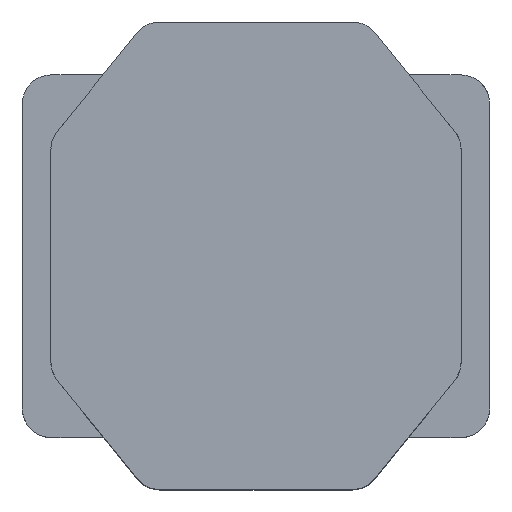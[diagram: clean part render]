
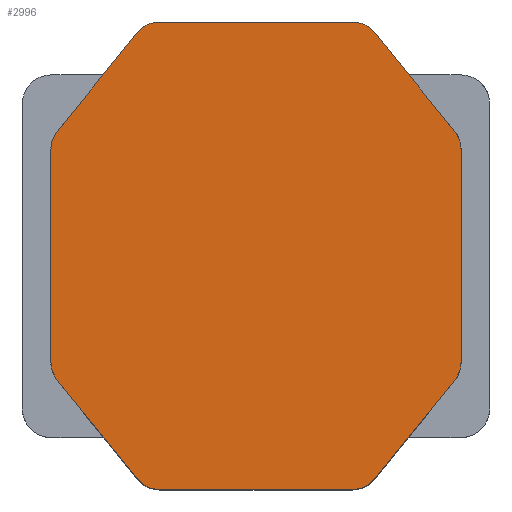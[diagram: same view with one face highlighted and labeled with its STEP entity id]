
A CAD part, top view. The second image highlights one B-rep face of the part: STEP entity #2996.
In plain terms, the highlighted face is planar.
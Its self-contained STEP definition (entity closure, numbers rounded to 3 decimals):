
#140 = EDGE_LOOP ( 'NONE', ( #3812, #3811, #3810, #3809, #3808, #3807, #3806, #3805, #3804, #3803, #3802, #3801, #3800, #3799, #3798, #3797 ) ) ;
#274 = VERTEX_POINT ( 'NONE', #3679 ) ;
#275 = VERTEX_POINT ( 'NONE', #3705 ) ;
#278 = VERTEX_POINT ( 'NONE', #3658 ) ;
#281 = VERTEX_POINT ( 'NONE', #3632 ) ;
#282 = VERTEX_POINT ( 'NONE', #3648 ) ;
#283 = VERTEX_POINT ( 'NONE', #3674 ) ;
#286 = VERTEX_POINT ( 'NONE', #3670 ) ;
#287 = VERTEX_POINT ( 'NONE', #3727 ) ;
#288 = VERTEX_POINT ( 'NONE', #3725 ) ;
#289 = VERTEX_POINT ( 'NONE', #3724 ) ;
#291 = VERTEX_POINT ( 'NONE', #3720 ) ;
#292 = VERTEX_POINT ( 'NONE', #3718 ) ;
#293 = VERTEX_POINT ( 'NONE', #3716 ) ;
#294 = VERTEX_POINT ( 'NONE', #3715 ) ;
#297 = VERTEX_POINT ( 'NONE', #3655 ) ;
#299 = VERTEX_POINT ( 'NONE', #3739 ) ;
#1116 = AXIS2_PLACEMENT_3D ( 'NONE', #3902, #3903, #3904 ) ;
#1232 = FACE_OUTER_BOUND ( 'NONE', #140, .T. ) ;
#1904 = AXIS2_PLACEMENT_3D ( 'NONE', #3186, #3187, #3188 ) ;
#1905 = AXIS2_PLACEMENT_3D ( 'NONE', #3189, #3190, #3191 ) ;
#1906 = AXIS2_PLACEMENT_3D ( 'NONE', #3192, #3193, #3194 ) ;
#1907 = AXIS2_PLACEMENT_3D ( 'NONE', #3195, #3196, #3197 ) ;
#1908 = AXIS2_PLACEMENT_3D ( 'NONE', #3198, #3199, #3200 ) ;
#1909 = AXIS2_PLACEMENT_3D ( 'NONE', #3201, #3202, #3203 ) ;
#1910 = AXIS2_PLACEMENT_3D ( 'NONE', #3206, #3207, #3208 ) ;
#1911 = AXIS2_PLACEMENT_3D ( 'NONE', #3211, #3212, #3213 ) ;
#2996 = ADVANCED_FACE ( 'NONE', ( #1232 ), #3883, .T. ) ;
#3141 = CARTESIAN_POINT ( 'NONE',  ( 1.155, 4.1, -2.45 ) ) ;
#3142 = DIRECTION ( 'NONE',  ( -1., 0., 0. ) ) ;
#3146 = CARTESIAN_POINT ( 'NONE',  ( -1.155, 4.1, -2.45 ) ) ;
#3147 = DIRECTION ( 'NONE',  ( -0.629, 0., 0.777 ) ) ;
#3150 = CARTESIAN_POINT ( 'NONE',  ( -2.15, 4.1, -1.222 ) ) ;
#3151 = DIRECTION ( 'NONE',  ( 0., 0., 1. ) ) ;
#3158 = CARTESIAN_POINT ( 'NONE',  ( -2.15, 4.1, 1.222 ) ) ;
#3159 = DIRECTION ( 'NONE',  ( 0.629, 0., 0.777 ) ) ;
#3164 = CARTESIAN_POINT ( 'NONE',  ( -1.155, 4.1, 2.45 ) ) ;
#3165 = DIRECTION ( 'NONE',  ( 1., 0., 0. ) ) ;
#3170 = CARTESIAN_POINT ( 'NONE',  ( 1.155, 4.1, 2.45 ) ) ;
#3171 = DIRECTION ( 'NONE',  ( 0.629, 0., -0.777 ) ) ;
#3176 = CARTESIAN_POINT ( 'NONE',  ( 2.15, 4.1, 1.222 ) ) ;
#3177 = DIRECTION ( 'NONE',  ( 0., 0., -1. ) ) ;
#3182 = CARTESIAN_POINT ( 'NONE',  ( 2.15, 4.1, -1.222 ) ) ;
#3183 = DIRECTION ( 'NONE',  ( -0.629, 0., -0.777 ) ) ;
#3186 = CARTESIAN_POINT ( 'NONE',  ( -1.85, 4.1, -1.115 ) ) ;
#3187 = DIRECTION ( 'NONE',  ( 0., 1., 0. ) ) ;
#3188 = DIRECTION ( 'NONE',  ( 0., 0., 1. ) ) ;
#3189 = CARTESIAN_POINT ( 'NONE',  ( -1.85, 4.1, 1.115 ) ) ;
#3190 = DIRECTION ( 'NONE',  ( 0., 1., 0. ) ) ;
#3191 = DIRECTION ( 'NONE',  ( 0., 0., 1. ) ) ;
#3192 = CARTESIAN_POINT ( 'NONE',  ( -1.012, 4.1, 2.15 ) ) ;
#3193 = DIRECTION ( 'NONE',  ( 0., 1., 0. ) ) ;
#3194 = DIRECTION ( 'NONE',  ( 0., 0., 1. ) ) ;
#3195 = CARTESIAN_POINT ( 'NONE',  ( 1.012, 4.1, 2.15 ) ) ;
#3196 = DIRECTION ( 'NONE',  ( 0., 1., 0. ) ) ;
#3197 = DIRECTION ( 'NONE',  ( 0., 0., 1. ) ) ;
#3198 = CARTESIAN_POINT ( 'NONE',  ( 1.85, 4.1, 1.115 ) ) ;
#3199 = DIRECTION ( 'NONE',  ( 0., 1., 0. ) ) ;
#3200 = DIRECTION ( 'NONE',  ( 0., 0., 1. ) ) ;
#3201 = CARTESIAN_POINT ( 'NONE',  ( 1.85, 4.1, -1.115 ) ) ;
#3202 = DIRECTION ( 'NONE',  ( 0., 1., 0. ) ) ;
#3203 = DIRECTION ( 'NONE',  ( 0., 0., 1. ) ) ;
#3206 = CARTESIAN_POINT ( 'NONE',  ( 1.012, 4.1, -2.15 ) ) ;
#3207 = DIRECTION ( 'NONE',  ( 0., 1., 0. ) ) ;
#3208 = DIRECTION ( 'NONE',  ( 0., 0., 1. ) ) ;
#3211 = CARTESIAN_POINT ( 'NONE',  ( -1.012, 4.1, -2.15 ) ) ;
#3212 = DIRECTION ( 'NONE',  ( 0., 1., 0. ) ) ;
#3213 = DIRECTION ( 'NONE',  ( 0., 0., 1. ) ) ;
#3396 = LINE ( 'NONE', #3141, #3398 ) ;
#3398 = VECTOR ( 'NONE', #3142, 1000. ) ;
#3401 = LINE ( 'NONE', #3146, #3404 ) ;
#3404 = VECTOR ( 'NONE', #3147, 1000. ) ;
#3405 = LINE ( 'NONE', #3150, #3408 ) ;
#3408 = VECTOR ( 'NONE', #3151, 1000. ) ;
#3413 = LINE ( 'NONE', #3158, #3416 ) ;
#3416 = VECTOR ( 'NONE', #3159, 1000. ) ;
#3419 = LINE ( 'NONE', #3164, #3422 ) ;
#3422 = VECTOR ( 'NONE', #3165, 1000. ) ;
#3425 = LINE ( 'NONE', #3170, #3428 ) ;
#3428 = VECTOR ( 'NONE', #3171, 1000. ) ;
#3431 = LINE ( 'NONE', #3176, #3434 ) ;
#3434 = VECTOR ( 'NONE', #3177, 1000. ) ;
#3437 = LINE ( 'NONE', #3182, #3440 ) ;
#3440 = VECTOR ( 'NONE', #3183, 1000. ) ;
#3441 = CIRCLE ( 'NONE', #1904, 0.3 ) ;
#3443 = CIRCLE ( 'NONE', #1905, 0.3 ) ;
#3444 = CIRCLE ( 'NONE', #1906, 0.3 ) ;
#3445 = CIRCLE ( 'NONE', #1907, 0.3 ) ;
#3446 = CIRCLE ( 'NONE', #1908, 0.3 ) ;
#3447 = CIRCLE ( 'NONE', #1909, 0.3 ) ;
#3448 = CIRCLE ( 'NONE', #1910, 0.3 ) ;
#3449 = CIRCLE ( 'NONE', #1911, 0.3 ) ;
#3587 = EDGE_CURVE ( 'NONE', #287, #281, #3396, .T. ) ;
#3590 = EDGE_CURVE ( 'NONE', #299, #293, #3401, .T. ) ;
#3592 = EDGE_CURVE ( 'NONE', #275, #292, #3405, .T. ) ;
#3596 = EDGE_CURVE ( 'NONE', #294, #297, #3413, .T. ) ;
#3599 = EDGE_CURVE ( 'NONE', #286, #283, #3419, .T. ) ;
#3602 = EDGE_CURVE ( 'NONE', #274, #282, #3425, .T. ) ;
#3605 = EDGE_CURVE ( 'NONE', #291, #278, #3431, .T. ) ;
#3608 = EDGE_CURVE ( 'NONE', #289, #288, #3437, .T. ) ;
#3610 = EDGE_CURVE ( 'NONE', #293, #275, #3441, .T. ) ;
#3611 = EDGE_CURVE ( 'NONE', #292, #294, #3443, .T. ) ;
#3612 = EDGE_CURVE ( 'NONE', #297, #286, #3444, .T. ) ;
#3613 = EDGE_CURVE ( 'NONE', #283, #274, #3445, .T. ) ;
#3614 = EDGE_CURVE ( 'NONE', #282, #291, #3446, .T. ) ;
#3615 = EDGE_CURVE ( 'NONE', #278, #289, #3447, .T. ) ;
#3616 = EDGE_CURVE ( 'NONE', #288, #287, #3448, .T. ) ;
#3617 = EDGE_CURVE ( 'NONE', #281, #299, #3449, .T. ) ;
#3632 = CARTESIAN_POINT ( 'NONE',  ( -1.012, 4.1, -2.45 ) ) ;
#3648 = CARTESIAN_POINT ( 'NONE',  ( 2.083, 4.1, 1.304 ) ) ;
#3655 = CARTESIAN_POINT ( 'NONE',  ( -1.245, 4.1, 2.339 ) ) ;
#3658 = CARTESIAN_POINT ( 'NONE',  ( 2.15, 4.1, -1.115 ) ) ;
#3670 = CARTESIAN_POINT ( 'NONE',  ( -1.012, 4.1, 2.45 ) ) ;
#3674 = CARTESIAN_POINT ( 'NONE',  ( 1.012, 4.1, 2.45 ) ) ;
#3679 = CARTESIAN_POINT ( 'NONE',  ( 1.245, 4.1, 2.339 ) ) ;
#3705 = CARTESIAN_POINT ( 'NONE',  ( -2.15, 4.1, -1.115 ) ) ;
#3715 = CARTESIAN_POINT ( 'NONE',  ( -2.083, 4.1, 1.304 ) ) ;
#3716 = CARTESIAN_POINT ( 'NONE',  ( -2.083, 4.1, -1.304 ) ) ;
#3718 = CARTESIAN_POINT ( 'NONE',  ( -2.15, 4.1, 1.115 ) ) ;
#3720 = CARTESIAN_POINT ( 'NONE',  ( 2.15, 4.1, 1.115 ) ) ;
#3724 = CARTESIAN_POINT ( 'NONE',  ( 2.083, 4.1, -1.304 ) ) ;
#3725 = CARTESIAN_POINT ( 'NONE',  ( 1.245, 4.1, -2.339 ) ) ;
#3727 = CARTESIAN_POINT ( 'NONE',  ( 1.012, 4.1, -2.45 ) ) ;
#3739 = CARTESIAN_POINT ( 'NONE',  ( -1.245, 4.1, -2.339 ) ) ;
#3797 = ORIENTED_EDGE ( 'NONE', *, *, #3617, .T. ) ;
#3798 = ORIENTED_EDGE ( 'NONE', *, *, #3587, .T. ) ;
#3799 = ORIENTED_EDGE ( 'NONE', *, *, #3616, .T. ) ;
#3800 = ORIENTED_EDGE ( 'NONE', *, *, #3608, .T. ) ;
#3801 = ORIENTED_EDGE ( 'NONE', *, *, #3615, .T. ) ;
#3802 = ORIENTED_EDGE ( 'NONE', *, *, #3605, .T. ) ;
#3803 = ORIENTED_EDGE ( 'NONE', *, *, #3614, .T. ) ;
#3804 = ORIENTED_EDGE ( 'NONE', *, *, #3602, .T. ) ;
#3805 = ORIENTED_EDGE ( 'NONE', *, *, #3613, .T. ) ;
#3806 = ORIENTED_EDGE ( 'NONE', *, *, #3599, .T. ) ;
#3807 = ORIENTED_EDGE ( 'NONE', *, *, #3612, .T. ) ;
#3808 = ORIENTED_EDGE ( 'NONE', *, *, #3596, .T. ) ;
#3809 = ORIENTED_EDGE ( 'NONE', *, *, #3611, .T. ) ;
#3810 = ORIENTED_EDGE ( 'NONE', *, *, #3592, .T. ) ;
#3811 = ORIENTED_EDGE ( 'NONE', *, *, #3610, .T. ) ;
#3812 = ORIENTED_EDGE ( 'NONE', *, *, #3590, .T. ) ;
#3883 = PLANE ( 'NONE',  #1116 ) ;
#3902 = CARTESIAN_POINT ( 'NONE',  ( 0., 4.1, 0. ) ) ;
#3903 = DIRECTION ( 'NONE',  ( 0., 1., 0. ) ) ;
#3904 = DIRECTION ( 'NONE',  ( 0., 0., 1. ) ) ;
